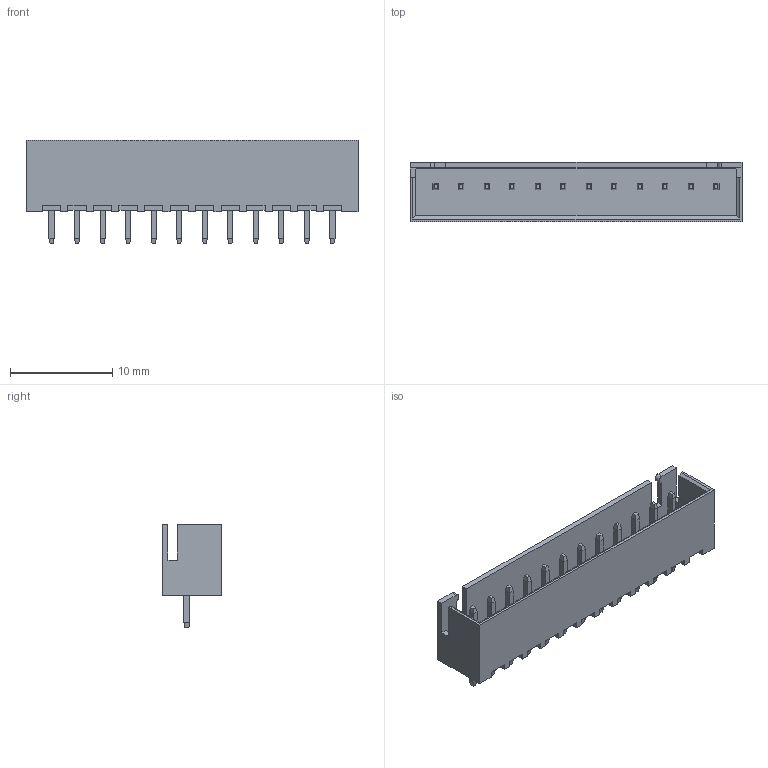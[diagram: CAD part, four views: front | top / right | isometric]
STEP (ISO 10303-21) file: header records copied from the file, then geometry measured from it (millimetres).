
FILE_DESCRIPTION (( 'STEP AP214' ), '1' );
FILE_NAME ('3D_PCB2_2024-03-27-12PIN_end.STEP', '2024-03-27T13:38:22', ( '' ), ( '' ), 'SwSTEP 2.0', 'SolidWorks 2018', '' );
FILE_SCHEMA (( 'AUTOMOTIVE_DESIGN' ));
Length unit declared in the file: millimetre
Products named in the file (5): 3D_PCB2_2024-03-27-12PIN_end; COMPOUND.step; CONN-TH_12P-P2.50_HCTL_XH-12A_C2908610.step; CN1.step; 3D_PCB2_2024-03-27-12PIN.step
Assembly tree (4 placements, depth 5):
  3D_PCB2_2024-03-27-12PIN_end
    3D_PCB2_2024-03-27-12PIN.step
      CN1.step
        CONN-TH_12P-P2.50_HCTL_XH-12A_C2908610.step
          COMPOUND.step
Bounding box: 32.5 x 5.8 x 10.1 mm (x, y, z)
Volume: 549.2 mm3; surface area: 1493.4 mm2
Topology: 14 solids, 14 shells, 628 faces, 1624 edges, 1050 vertices
Faces by surface type: plane 513, bspline 112, cylinder 3
Entity records: 22178 total; most frequent: CARTESIAN_POINT 5396, ORIENTED_EDGE 3248, DIRECTION 2454, EDGE_CURVE 1624, LINE 1390, VECTOR 1390, VERTEX_POINT 1050, EDGE_LOOP 666
